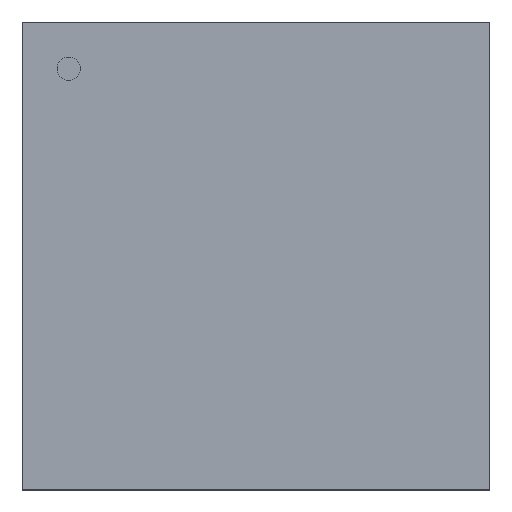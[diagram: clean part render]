
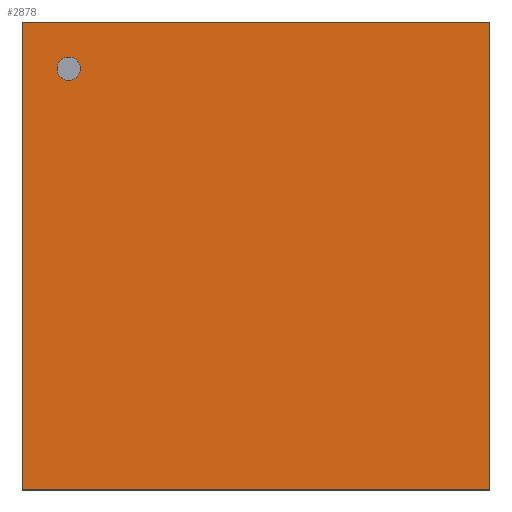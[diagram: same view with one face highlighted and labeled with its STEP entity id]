
A CAD part, top view. The second image highlights one B-rep face of the part: STEP entity #2878.
In plain terms, the highlighted planar face has unit normal (0, 0, 1).
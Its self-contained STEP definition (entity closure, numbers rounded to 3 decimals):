
#2654=CARTESIAN_POINT('',(7.074,-7.074,1.1));
#2653=VERTEX_POINT('',#2654);
#2664=CARTESIAN_POINT('',(-7.074,-7.074,1.1));
#2663=VERTEX_POINT('',#2664);
#2662=EDGE_CURVE('',#2663,#2653,#2667,.T.);
#2667=LINE('',#2664,#2669);
#2669=VECTOR('',#2670,14.148);
#2670=DIRECTION('',(1.0,0.0,0.0));
#2703=CARTESIAN_POINT('',(7.074,7.074,1.1));
#2702=VERTEX_POINT('',#2703);
#2711=EDGE_CURVE('',#2653,#2702,#2716,.T.);
#2716=LINE('',#2654,#2718);
#2718=VECTOR('',#2719,14.148);
#2719=DIRECTION('',(0.0,1.0,0.0));
#2752=CARTESIAN_POINT('',(-7.074,7.074,1.1));
#2751=VERTEX_POINT('',#2752);
#2760=EDGE_CURVE('',#2702,#2751,#2765,.T.);
#2765=LINE('',#2703,#2767);
#2767=VECTOR('',#2768,14.148);
#2768=DIRECTION('',(-1.0,0.0,0.0));
#2809=EDGE_CURVE('',#2751,#2663,#2814,.T.);
#2814=LINE('',#2752,#2816);
#2816=VECTOR('',#2817,14.148);
#2817=DIRECTION('',(0.0,-1.0,0.0));
#2878=ADVANCED_FACE('',(#2884),#2879,.T.);
#2879=PLANE('',#2880);
#2880=AXIS2_PLACEMENT_3D('',#2881,#2882,#2883);
#2881=CARTESIAN_POINT('',(-7.074,-7.074,1.1));
#2882=DIRECTION('',(0.0,0.0,1.0));
#2883=DIRECTION('',(0.,1.,0.));
#2884=FACE_OUTER_BOUND('',#2885,.T.);
#2885=EDGE_LOOP('',(#2886,#2896,#2906,#2916));
#2886=ORIENTED_EDGE('',*,*,#2662,.T.);
#2896=ORIENTED_EDGE('',*,*,#2711,.T.);
#2906=ORIENTED_EDGE('',*,*,#2760,.T.);
#2916=ORIENTED_EDGE('',*,*,#2809,.T.);
